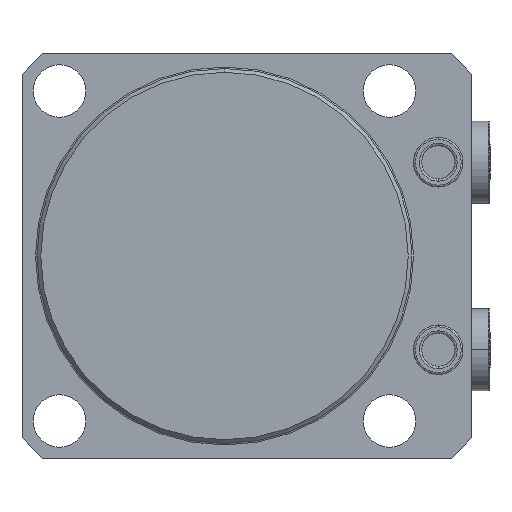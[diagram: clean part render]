
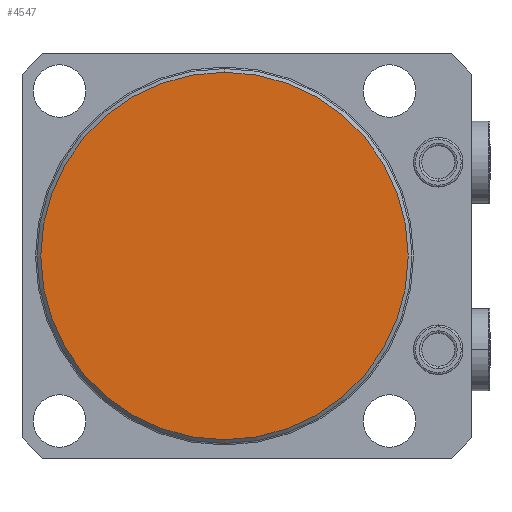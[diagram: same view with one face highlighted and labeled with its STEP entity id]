
A CAD part, front view. The second image highlights one B-rep face of the part: STEP entity #4547.
In plain terms, the highlighted planar face has unit normal (0, -1, 0).
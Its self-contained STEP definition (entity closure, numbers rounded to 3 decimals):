
#561 = CIRCLE ( 'NONE', #7489, 49. ) ;
#600 = DIRECTION ( 'NONE',  ( 0., 0., 1. ) ) ;
#601 = CARTESIAN_POINT ( 'NONE',  ( 0., -65., 0. ) ) ;
#602 = DIRECTION ( 'NONE',  ( 0., -1., 0. ) ) ;
#786 = EDGE_CURVE ( 'NONE', #2853, #2820, #2603, .T. ) ;
#908 = EDGE_CURVE ( 'NONE', #2820, #2853, #561, .T. ) ;
#1284 = CARTESIAN_POINT ( 'NONE',  ( 0., -65., -49. ) ) ;
#1321 = CARTESIAN_POINT ( 'NONE',  ( 0., -65., 49. ) ) ;
#2603 = CIRCLE ( 'NONE', #7526, 49. ) ;
#2820 = VERTEX_POINT ( 'NONE', #1321 ) ;
#2853 = VERTEX_POINT ( 'NONE', #1284 ) ;
#3364 = EDGE_LOOP ( 'NONE', ( #5243, #5244 ) ) ;
#4547 = ADVANCED_FACE ( 'NONE', ( #6718 ), #6850, .F. ) ;
#5243 = ORIENTED_EDGE ( 'NONE', *, *, #908, .T. ) ;
#5244 = ORIENTED_EDGE ( 'NONE', *, *, #786, .T. ) ;
#6718 = FACE_OUTER_BOUND ( 'NONE', #3364, .T. ) ;
#6845 = DIRECTION ( 'NONE',  ( 0., 0., 1. ) ) ;
#6847 = DIRECTION ( 'NONE',  ( 0., 1., 0. ) ) ;
#6850 = PLANE ( 'NONE',  #7118 ) ;
#6854 = CARTESIAN_POINT ( 'NONE',  ( 0., -65., 0. ) ) ;
#7118 = AXIS2_PLACEMENT_3D ( 'NONE', #6854, #6847, #6845 ) ;
#7489 = AXIS2_PLACEMENT_3D ( 'NONE', #8473, #8472, #8471 ) ;
#7526 = AXIS2_PLACEMENT_3D ( 'NONE', #601, #602, #600 ) ;
#8471 = DIRECTION ( 'NONE',  ( 0., 0., 1. ) ) ;
#8472 = DIRECTION ( 'NONE',  ( 0., -1., 0. ) ) ;
#8473 = CARTESIAN_POINT ( 'NONE',  ( 0., -65., 0. ) ) ;
